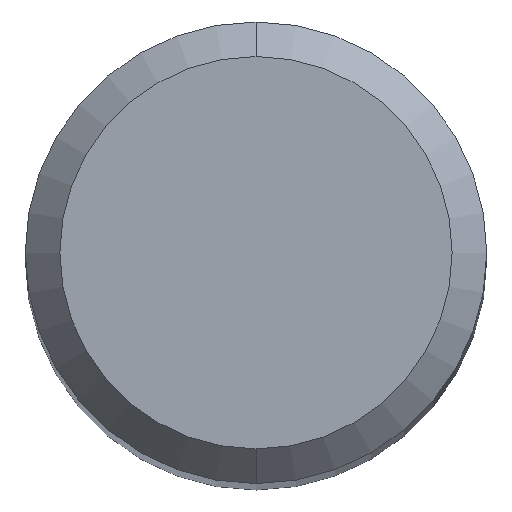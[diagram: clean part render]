
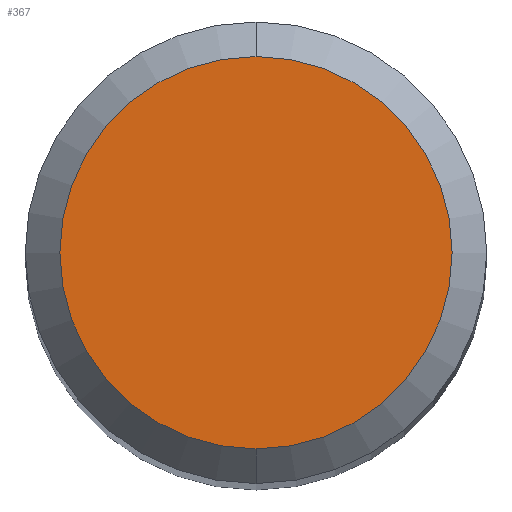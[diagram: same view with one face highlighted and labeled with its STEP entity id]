
A CAD part, top view. The second image highlights one B-rep face of the part: STEP entity #367.
In plain terms, the highlighted planar face has unit normal (0, 0, 1).
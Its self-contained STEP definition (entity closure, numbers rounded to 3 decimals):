
#223=EDGE_CURVE('',#459,#369,#539,.T.);
#325=EDGE_CURVE('',#369,#459,#659,.T.);
#367=ADVANCED_FACE('',(#707),#708,.T.);
#369=VERTEX_POINT('',#710);
#459=VERTEX_POINT('',#805);
#539=CIRCLE('',#997,1.7);
#659=CIRCLE('',#1207,1.7);
#707=FACE_OUTER_BOUND('',#1286,.T.);
#708=PLANE('',#1287);
#710=CARTESIAN_POINT('',(0.,-1.7,0.0));
#805=CARTESIAN_POINT('',(0.0,1.7,0.0));
#997=AXIS2_PLACEMENT_3D('',#1497,#1498,#1499);
#1207=AXIS2_PLACEMENT_3D('',#1695,#1696,#1697);
#1286=EDGE_LOOP('',(#1749,#1750));
#1287=AXIS2_PLACEMENT_3D('',#1751,#1752,#1753);
#1497=CARTESIAN_POINT('',(0.0,0.0,0.0));
#1498=DIRECTION('',(0.0,0.0,-1.0));
#1499=DIRECTION('',(0.0,1.0,0.0));
#1695=CARTESIAN_POINT('',(0.0,0.0,0.0));
#1696=DIRECTION('',(0.0,0.0,-1.0));
#1697=DIRECTION('',(0.0,1.0,0.0));
#1749=ORIENTED_EDGE('',*,*,#223,.F.);
#1750=ORIENTED_EDGE('',*,*,#325,.F.);
#1751=CARTESIAN_POINT('',(0.0,0.85,0.0));
#1752=DIRECTION('',(-0.0,0.0,1.0));
#1753=DIRECTION('',(0.0,-1.0,0.0));
